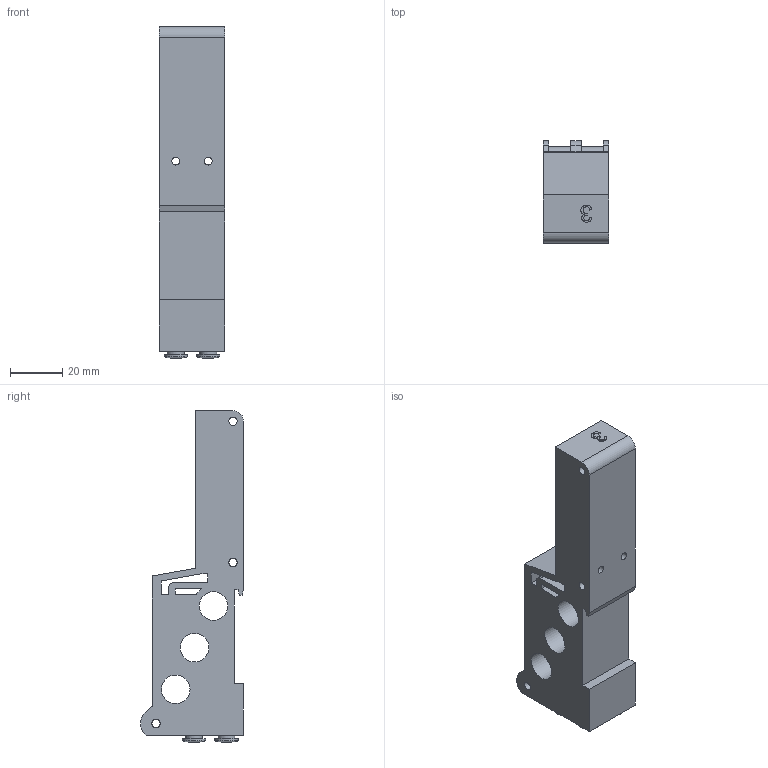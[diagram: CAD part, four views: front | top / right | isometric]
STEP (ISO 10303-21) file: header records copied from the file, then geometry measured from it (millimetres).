
FILE_DESCRIPTION(/* description */ ('DOPPIA BASE MODULARE ø4 PER EV MONOSTABILI'),/* implementation_level */ '2;1');
FILE_NAME(/* name */ '2244-01M.stp',/* time_stamp */ '2016-04-27T08:12:40+02:00',/* author */ ('Maniean1'),/* organization */ ('Pneumax S.p.A.'),/* preprocessor_version */ 'ST-DEVELOPER v15.2',/* originating_system */ 'Autodesk Inventor 2014',/* authorisation */ '');
FILE_SCHEMA (('AUTOMOTIVE_DESIGN { 1 0 10303 214 3 1 1 }'));
Length unit declared in the file: millimetre
Products named in the file (1): 2244-01M
Bounding box: 25 x 39.49 x 127.54 mm (x, y, z)
Volume: 68466.5 mm3; surface area: 21724.4 mm2
Topology: 1 solids, 1 shells, 161 faces, 430 edges, 287 vertices
Faces by surface type: plane 94, cylinder 40, bspline 23, sphere 4
Full cylindrical faces by diameter (mm): 3 x2, 3.2 x3, 4.2 x4, 6.5 x4, 9 x4, 11 x3
Entity records: 5205 total; most frequent: CARTESIAN_POINT 1172, ORIENTED_EDGE 794, DIRECTION 709, EDGE_CURVE 397, VERTEX_POINT 278, LINE 271, VECTOR 271, EDGE_LOOP 225
